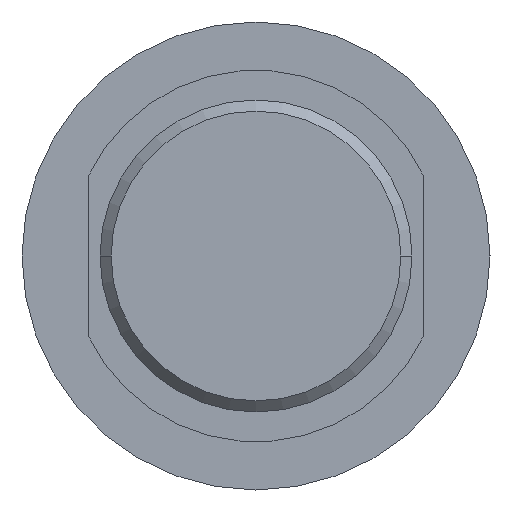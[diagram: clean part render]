
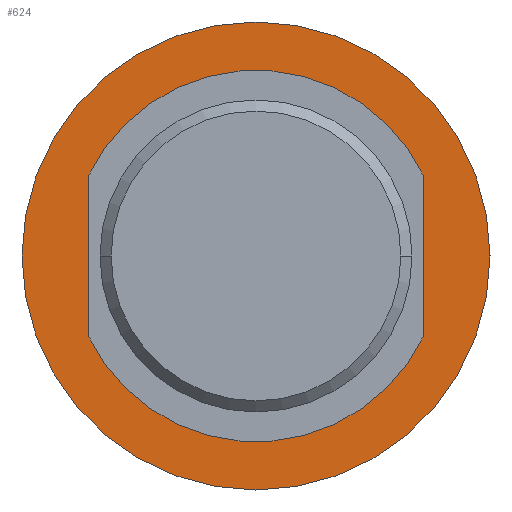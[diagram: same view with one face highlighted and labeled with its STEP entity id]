
A CAD part, left-side view. The second image highlights one B-rep face of the part: STEP entity #624.
In plain terms, the highlighted planar face has unit normal (-1, 0, 0).
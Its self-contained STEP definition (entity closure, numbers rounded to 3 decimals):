
#134=CARTESIAN_POINT('',(110.2,31.5,0.0));
#135=VERTEX_POINT('',#134);
#160=CARTESIAN_POINT('',(110.2,-31.5,0.));
#161=VERTEX_POINT('',#160);
#168=CARTESIAN_POINT('',(110.2,0.,0.0));
#169=DIRECTION('',(-1.0,0.0,0.0));
#170=DIRECTION('',(0.0,1.0,0.0));
#171=AXIS2_PLACEMENT_3D('',#168,#169,#170);
#172=CIRCLE('',#171,31.5);
#173=EDGE_CURVE('',#135,#161,#172,.T.);
#290=CARTESIAN_POINT('',(110.2,22.5,0.));
#291=VERTEX_POINT('',#290);
#307=CARTESIAN_POINT('',(110.2,-22.5,0.));
#308=VERTEX_POINT('',#307);
#315=CARTESIAN_POINT('',(110.2,0.,0.0));
#316=DIRECTION('',(1.0,0.0,0.0));
#317=DIRECTION('',(0.0,1.0,0.0));
#318=AXIS2_PLACEMENT_3D('',#315,#316,#317);
#319=CIRCLE('',#318,22.5);
#320=EDGE_CURVE('',#291,#308,#319,.T.);
#331=CARTESIAN_POINT('',(110.2,0.,0.0));
#332=DIRECTION('',(1.0,0.0,0.0));
#333=DIRECTION('',(0.0,1.0,0.0));
#334=AXIS2_PLACEMENT_3D('',#331,#332,#333);
#335=CIRCLE('',#334,22.5);
#336=EDGE_CURVE('',#308,#291,#335,.T.);
#598=CARTESIAN_POINT('',(110.2,0.,0.0));
#599=DIRECTION('',(-1.0,0.0,0.0));
#600=DIRECTION('',(0.0,1.0,0.0));
#601=AXIS2_PLACEMENT_3D('',#598,#599,#600);
#602=CIRCLE('',#601,31.5);
#603=EDGE_CURVE('',#161,#135,#602,.T.);
#611=CARTESIAN_POINT('',(110.2,15.75,0.0));
#612=DIRECTION('',(-1.0,0.0,0.0));
#613=DIRECTION('',(0.0,0.0,1.0));
#614=AXIS2_PLACEMENT_3D('',#611,#612,#613);
#615=PLANE('',#614);
#616=ORIENTED_EDGE('',*,*,#173,.T.);
#617=ORIENTED_EDGE('',*,*,#603,.T.);
#618=EDGE_LOOP('',(#616,#617));
#619=FACE_OUTER_BOUND('',#618,.T.);
#620=ORIENTED_EDGE('',*,*,#336,.T.);
#621=ORIENTED_EDGE('',*,*,#320,.T.);
#622=EDGE_LOOP('',(#620,#621));
#623=FACE_BOUND('',#622,.T.);
#624=ADVANCED_FACE('',(#619,#623),#615,.T.);
